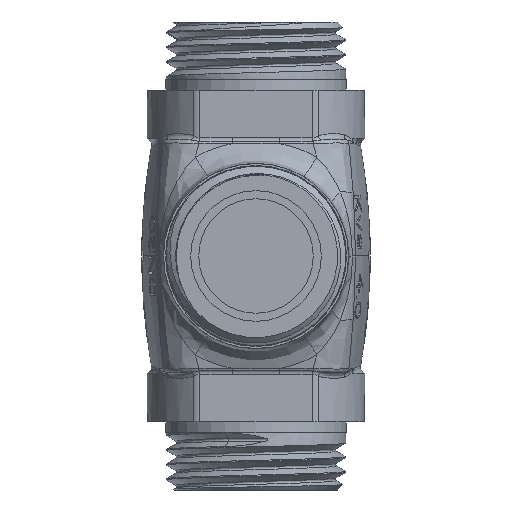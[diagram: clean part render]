
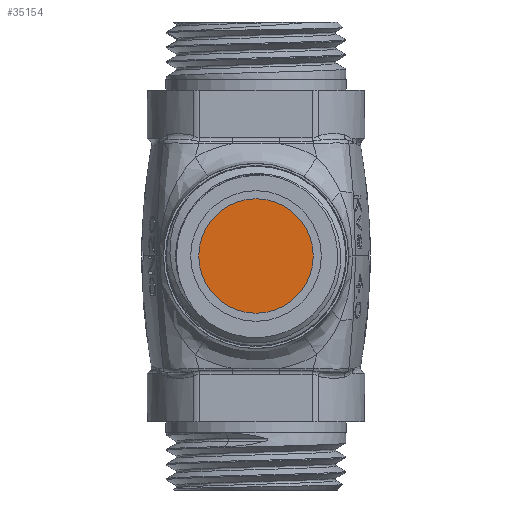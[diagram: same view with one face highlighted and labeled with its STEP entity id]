
A CAD part, front view. The second image highlights one B-rep face of the part: STEP entity #35154.
In plain terms, the highlighted planar face has unit normal (0, -1, 0).
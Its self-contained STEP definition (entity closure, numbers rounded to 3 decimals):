
#14243=CARTESIAN_POINT('',(0.,-14.2,0.));
#14244=DIRECTION('',(0.,1.,0.));
#14245=DIRECTION('',(0.,0.,-1.));
#14246=AXIS2_PLACEMENT_3D('',#14243,#14244,#14245);
#14248=CARTESIAN_POINT('',(0.,-14.2,0.));
#14249=DIRECTION('',(0.,-1.,0.));
#14250=DIRECTION('',(0.,0.,-1.));
#14251=AXIS2_PLACEMENT_3D('',#14248,#14249,#14250);
#15739=CARTESIAN_POINT('',(0.,-14.2,-13.725));
#15741=VERTEX_POINT('',#15739);
#15749=CARTESIAN_POINT('',(0.,-14.2,13.725));
#15751=VERTEX_POINT('',#15749);
#35145=CARTESIAN_POINT('',(0.,-14.2,0.));
#35146=DIRECTION('',(0.,-1.,0.));
#35147=DIRECTION('',(0.,0.,1.));
#35148=AXIS2_PLACEMENT_3D('',#35145,#35146,#35147);
#35149=PLANE('',#35148);
#35150=ORIENTED_EDGE('',*,*,#35140,.T.);
#35151=ORIENTED_EDGE('',*,*,#35124,.F.);
#35152=EDGE_LOOP('',(#35150,#35151));
#35153=FACE_OUTER_BOUND('',#35152,.F.);
#35154=ADVANCED_FACE('',(#35153),#35149,.T.);
#14247=CIRCLE('',#14246,13.725);
#14252=CIRCLE('',#14251,13.725);
#35124=EDGE_CURVE('',#15741,#15751,#14252,.T.);
#35140=EDGE_CURVE('',#15741,#15751,#14247,.T.);
